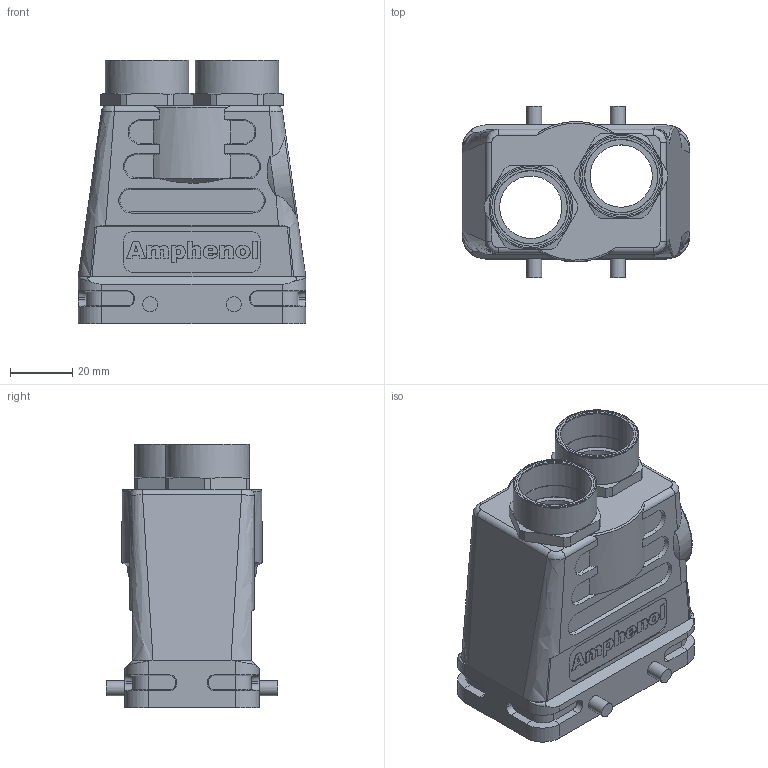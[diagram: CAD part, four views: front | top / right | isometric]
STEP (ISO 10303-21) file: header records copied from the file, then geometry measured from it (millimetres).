
FILE_DESCRIPTION(/* description */ (''),/* implementation_level */ '2;1');
FILE_NAME(/* name */ 'c146 10r010 902 8nxc001-06.stp',/* time_stamp */ '2021-11-26T12:30:56+01:00',/* author */ (''),/* organization */ (''),/* preprocessor_version */ 'ST-DEVELOPER v16.7',/* originating_system */ 'SIEMENS PLM Software NX 12.0',/* authorisation */ '');
FILE_SCHEMA (('AUTOMOTIVE_DESIGN { 1 0 10303 214 3 1 1 1 }'));
Length unit declared in the file: millimetre
Products named in the file (4): n 16 025 0112 1nxm001-01; C146 K37 252 E8-01_28947ID; c146 10r010 902 8nxm001-06; c146 10r010 902 8nxc001-06
Assembly tree (4 placements, depth 3):
  c146 10r010 902 8nxc001-06
    c146 10r010 902 8nxm001-06
      C146 K37 252 E8-01_28947ID
      n 16 025 0112 1nxm001-01  x2
Bounding box: 73 x 55 x 84.5 mm (x, y, z)
Volume: 59901.1 mm3; surface area: 46176 mm2
Topology: 3 solids, 3 shells, 461 faces, 1197 edges, 773 vertices
Faces by surface type: plane 230, cylinder 118, bspline 47, cone 35, extrusion 23, revolution 4, torus 4
Full cylindrical faces by diameter (mm): 2.35 x4, 2.5 x4, 3.5 x4, 4.8 x4, 20 x4, 22.7 x2, 23.4 x2, 23.539 x4, 25 x3, 26.8 x4
Entity records: 16706 total; most frequent: CARTESIAN_POINT 4812, ORIENTED_EDGE 2090, DIRECTION 1829, EDGE_CURVE 1045, VERTEX_POINT 700, AXIS2_PLACEMENT_3D 647, VECTOR 532, EDGE_LOOP 515
